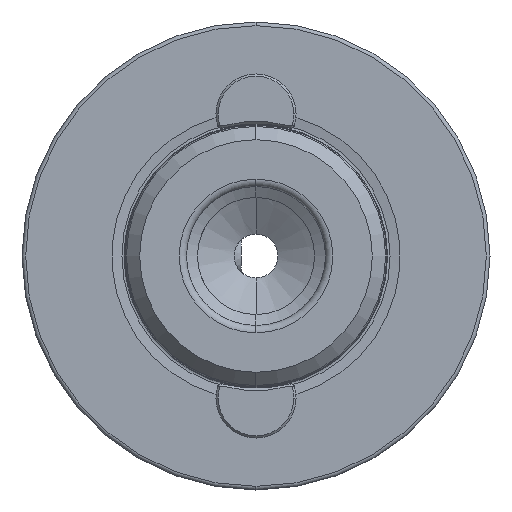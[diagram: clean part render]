
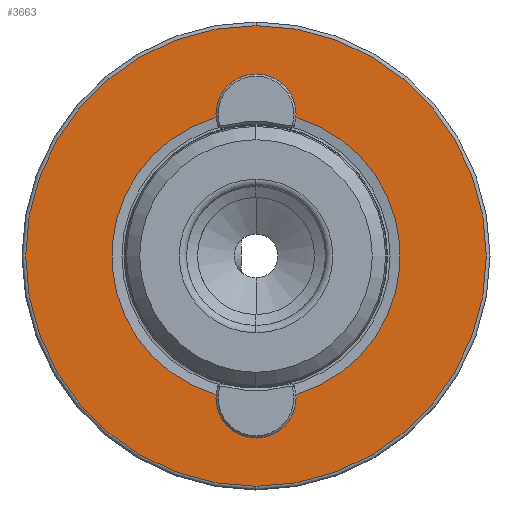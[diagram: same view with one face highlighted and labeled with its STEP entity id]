
A CAD part, left-side view. The second image highlights one B-rep face of the part: STEP entity #3663.
In plain terms, the highlighted planar face has unit normal (-1, 0, 0).
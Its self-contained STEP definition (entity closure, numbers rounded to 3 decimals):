
#25 = AXIS2_PLACEMENT_3D ( 'NONE', #4083, #4129, #4042 ) ;
#97 = AXIS2_PLACEMENT_3D ( 'NONE', #2726, #2718, #2715 ) ;
#240 = VERTEX_POINT ( 'NONE', #1054 ) ;
#247 = FACE_BOUND ( 'NONE', #2475, .T. ) ;
#262 = VERTEX_POINT ( 'NONE', #1117 ) ;
#265 = FACE_OUTER_BOUND ( 'NONE', #2739, .T. ) ;
#321 = AXIS2_PLACEMENT_3D ( 'NONE', #2763, #2752, #2743 ) ;
#442 = CARTESIAN_POINT ( 'NONE',  ( 0., 0., 24.5 ) ) ;
#464 = EDGE_CURVE ( 'NONE', #240, #262, #1811, .T. ) ;
#616 = DIRECTION ( 'NONE',  ( -1., 0., 0. ) ) ;
#683 = DIRECTION ( 'NONE',  ( 0., 0., 1. ) ) ;
#693 = CARTESIAN_POINT ( 'NONE',  ( 0., 0., 0. ) ) ;
#735 = VERTEX_POINT ( 'NONE', #442 ) ;
#862 = CARTESIAN_POINT ( 'NONE',  ( 0., 2.305, 19.58 ) ) ;
#876 = CIRCLE ( 'NONE', #97, 31.5 ) ;
#884 = CIRCLE ( 'NONE', #321, 3. ) ;
#889 = CARTESIAN_POINT ( 'NONE',  ( 0., 2.305, -19.58 ) ) ;
#893 = CIRCLE ( 'NONE', #3009, 19.715 ) ;
#911 = CIRCLE ( 'NONE', #1222, 3. ) ;
#918 = CIRCLE ( 'NONE', #2358, 3. ) ;
#1054 = CARTESIAN_POINT ( 'NONE',  ( 0., 0., -24.5 ) ) ;
#1117 = CARTESIAN_POINT ( 'NONE',  ( 0., -2.305, -19.58 ) ) ;
#1169 = AXIS2_PLACEMENT_3D ( 'NONE', #2508, #2526, #2535 ) ;
#1177 = EDGE_CURVE ( 'NONE', #2166, #2329, #1309, .T. ) ;
#1222 = AXIS2_PLACEMENT_3D ( 'NONE', #2817, #2814, #2797 ) ;
#1257 = EDGE_CURVE ( 'NONE', #262, #1449, #1279, .T. ) ;
#1279 = CIRCLE ( 'NONE', #2116, 19.715 ) ;
#1309 = CIRCLE ( 'NONE', #25, 31.5 ) ;
#1448 = DIRECTION ( 'NONE',  ( 0., 0., -1. ) ) ;
#1449 = VERTEX_POINT ( 'NONE', #1951 ) ;
#1461 = DIRECTION ( 'NONE',  ( 1., 0., 0. ) ) ;
#1552 = CARTESIAN_POINT ( 'NONE',  ( 0., 0., -19.715 ) ) ;
#1563 = PLANE ( 'NONE',  #2936 ) ;
#1811 = CIRCLE ( 'NONE', #1169, 3. ) ;
#1951 = CARTESIAN_POINT ( 'NONE',  ( 0., -2.305, 19.58 ) ) ;
#2116 = AXIS2_PLACEMENT_3D ( 'NONE', #693, #616, #683 ) ;
#2136 = CARTESIAN_POINT ( 'NONE',  ( 0., 0., 31.5 ) ) ;
#2166 = VERTEX_POINT ( 'NONE', #2136 ) ;
#2329 = VERTEX_POINT ( 'NONE', #3271 ) ;
#2346 = EDGE_CURVE ( 'NONE', #3028, #3002, #893, .T. ) ;
#2357 = EDGE_CURVE ( 'NONE', #1449, #735, #918, .T. ) ;
#2358 = AXIS2_PLACEMENT_3D ( 'NONE', #3021, #3018, #2999 ) ;
#2375 = EDGE_CURVE ( 'NONE', #735, #3028, #911, .T. ) ;
#2405 = EDGE_CURVE ( 'NONE', #3002, #240, #884, .T. ) ;
#2413 = EDGE_CURVE ( 'NONE', #2329, #2166, #876, .T. ) ;
#2475 = EDGE_LOOP ( 'NONE', ( #3667, #3664, #3659, #3655, #3651, #3649 ) ) ;
#2508 = CARTESIAN_POINT ( 'NONE',  ( 0., 0., -21.5 ) ) ;
#2526 = DIRECTION ( 'NONE',  ( -1., 0., 0. ) ) ;
#2535 = DIRECTION ( 'NONE',  ( 0., 0., 1. ) ) ;
#2715 = DIRECTION ( 'NONE',  ( 0., 0., 1. ) ) ;
#2718 = DIRECTION ( 'NONE',  ( -1., 0., 0. ) ) ;
#2726 = CARTESIAN_POINT ( 'NONE',  ( 0., 0., 0. ) ) ;
#2739 = EDGE_LOOP ( 'NONE', ( #3646, #3641 ) ) ;
#2743 = DIRECTION ( 'NONE',  ( 0., 0., 1. ) ) ;
#2752 = DIRECTION ( 'NONE',  ( -1., 0., 0. ) ) ;
#2763 = CARTESIAN_POINT ( 'NONE',  ( 0., 0., -21.5 ) ) ;
#2797 = DIRECTION ( 'NONE',  ( 0., 0., 1. ) ) ;
#2814 = DIRECTION ( 'NONE',  ( -1., 0., 0. ) ) ;
#2817 = CARTESIAN_POINT ( 'NONE',  ( 0., 0., 21.5 ) ) ;
#2936 = AXIS2_PLACEMENT_3D ( 'NONE', #1552, #1461, #1448 ) ;
#2999 = DIRECTION ( 'NONE',  ( 0., 0., 1. ) ) ;
#3002 = VERTEX_POINT ( 'NONE', #889 ) ;
#3009 = AXIS2_PLACEMENT_3D ( 'NONE', #3042, #3033, #3029 ) ;
#3018 = DIRECTION ( 'NONE',  ( -1., 0., 0. ) ) ;
#3021 = CARTESIAN_POINT ( 'NONE',  ( 0., 0., 21.5 ) ) ;
#3028 = VERTEX_POINT ( 'NONE', #862 ) ;
#3029 = DIRECTION ( 'NONE',  ( 0., 0., 1. ) ) ;
#3033 = DIRECTION ( 'NONE',  ( -1., 0., 0. ) ) ;
#3042 = CARTESIAN_POINT ( 'NONE',  ( 0., 0., 0. ) ) ;
#3271 = CARTESIAN_POINT ( 'NONE',  ( 0., 0., -31.5 ) ) ;
#3641 = ORIENTED_EDGE ( 'NONE', *, *, #2413, .T. ) ;
#3646 = ORIENTED_EDGE ( 'NONE', *, *, #1177, .T. ) ;
#3649 = ORIENTED_EDGE ( 'NONE', *, *, #2405, .F. ) ;
#3651 = ORIENTED_EDGE ( 'NONE', *, *, #464, .F. ) ;
#3655 = ORIENTED_EDGE ( 'NONE', *, *, #1257, .F. ) ;
#3659 = ORIENTED_EDGE ( 'NONE', *, *, #2357, .F. ) ;
#3663 = ADVANCED_FACE ( 'NONE', ( #247, #265 ), #1563, .F. ) ;
#3664 = ORIENTED_EDGE ( 'NONE', *, *, #2375, .F. ) ;
#3667 = ORIENTED_EDGE ( 'NONE', *, *, #2346, .F. ) ;
#4042 = DIRECTION ( 'NONE',  ( 0., 0., 1. ) ) ;
#4083 = CARTESIAN_POINT ( 'NONE',  ( 0., 0., 0. ) ) ;
#4129 = DIRECTION ( 'NONE',  ( -1., 0., 0. ) ) ;
